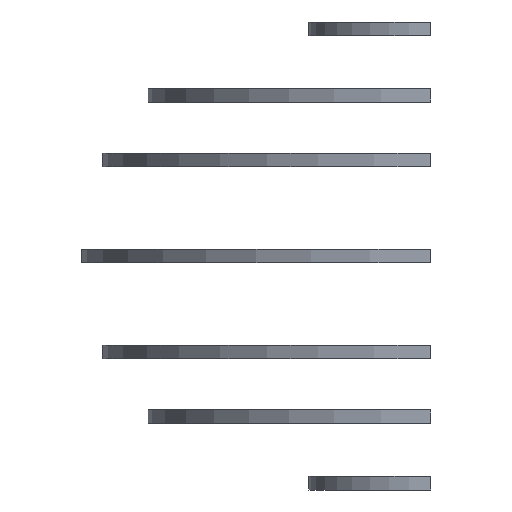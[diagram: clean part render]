
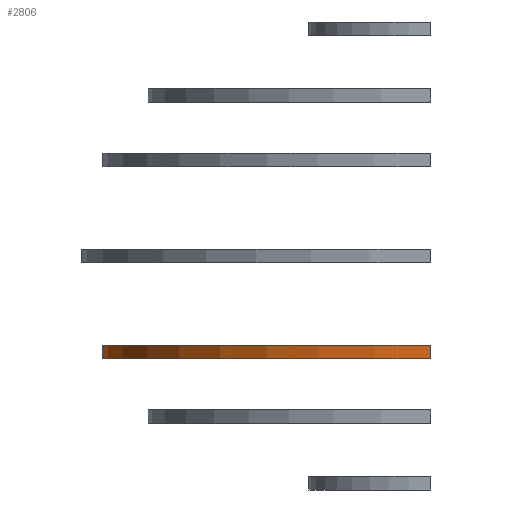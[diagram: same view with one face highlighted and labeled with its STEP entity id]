
A CAD part, left-side view. The second image highlights one B-rep face of the part: STEP entity #2806.
In plain terms, the highlighted cylindrical face has radius 726.191 mm (diameter 1452.38 mm), a partial arc.
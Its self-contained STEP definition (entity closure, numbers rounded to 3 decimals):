
#2515 = EDGE_CURVE('',#2516,#2518,#2520,.T.);
#2516 = VERTEX_POINT('',#2517);
#2517 = CARTESIAN_POINT('',(726.191,0.,-197.763));
#2518 = VERTEX_POINT('',#2519);
#2519 = CARTESIAN_POINT('',(-726.191,0.,
    -197.763));
#2520 = SURFACE_CURVE('',#2521,(#2526,#2538),.PCURVE_S1.);
#2521 = CIRCLE('',#2522,726.191);
#2522 = AXIS2_PLACEMENT_3D('',#2523,#2524,#2525);
#2523 = CARTESIAN_POINT('',(0.,0.,-197.763));
#2524 = DIRECTION('',(0.,0.,1.));
#2525 = DIRECTION('',(1.,0.,-0.));
#2526 = PCURVE('',#2527,#2532);
#2527 = PLANE('',#2528);
#2528 = AXIS2_PLACEMENT_3D('',#2529,#2530,#2531);
#2529 = CARTESIAN_POINT('',(0.,0.,-197.763));
#2530 = DIRECTION('',(0.,0.,1.));
#2531 = DIRECTION('',(1.,0.,-0.));
#2532 = DEFINITIONAL_REPRESENTATION('',(#2533),#2537);
#2533 = CIRCLE('',#2534,726.191);
#2534 = AXIS2_PLACEMENT_2D('',#2535,#2536);
#2535 = CARTESIAN_POINT('',(0.,0.));
#2536 = DIRECTION('',(1.,0.));
#2537 = ( GEOMETRIC_REPRESENTATION_CONTEXT(2) 
PARAMETRIC_REPRESENTATION_CONTEXT() REPRESENTATION_CONTEXT('2D SPACE',''
  ) );
#2538 = PCURVE('',#2539,#2544);
#2539 = CYLINDRICAL_SURFACE('',#2540,726.191);
#2540 = AXIS2_PLACEMENT_3D('',#2541,#2542,#2543);
#2541 = CARTESIAN_POINT('',(0.,0.,-227.763));
#2542 = DIRECTION('',(0.,0.,1.));
#2543 = DIRECTION('',(1.,0.,-0.));
#2544 = DEFINITIONAL_REPRESENTATION('',(#2545),#2549);
#2545 = LINE('',#2546,#2547);
#2546 = CARTESIAN_POINT('',(0.,30.));
#2547 = VECTOR('',#2548,1.);
#2548 = DIRECTION('',(1.,0.));
#2549 = ( GEOMETRIC_REPRESENTATION_CONTEXT(2) 
PARAMETRIC_REPRESENTATION_CONTEXT() REPRESENTATION_CONTEXT('2D SPACE',''
  ) );
#2567 = B_SPLINE_SURFACE_WITH_KNOTS('',3,3,(
    (#2568,#2569,#2570,#2571)
    ,(#2572,#2573,#2574,#2575)
    ,(#2576,#2577,#2578,#2579)
    ,(#2580,#2581,#2582,#2583
    )),.UNSPECIFIED.,.F.,.F.,.F.,(4,4),(4,4),(-17.866,
    17.866),(-17.866,17.866),
  .PIECEWISE_BEZIER_KNOTS.);
#2568 = CARTESIAN_POINT('',(-694.938,0.,
    -232.108));
#2569 = CARTESIAN_POINT('',(-706.804,0.,
    -231.077));
#2570 = CARTESIAN_POINT('',(-718.67,0.,
    -230.047));
#2571 = CARTESIAN_POINT('',(-730.536,0.,
    -229.016));
#2572 = CARTESIAN_POINT('',(-693.908,0.,
    -220.242));
#2573 = CARTESIAN_POINT('',(-705.774,0.,
    -219.211));
#2574 = CARTESIAN_POINT('',(-717.639,0.,
    -218.181));
#2575 = CARTESIAN_POINT('',(-729.505,0.,
    -217.151));
#2576 = CARTESIAN_POINT('',(-692.877,0.,
    -208.376));
#2577 = CARTESIAN_POINT('',(-704.743,0.,
    -207.346));
#2578 = CARTESIAN_POINT('',(-716.609,0.,
    -206.315));
#2579 = CARTESIAN_POINT('',(-728.475,0.,
    -205.285));
#2580 = CARTESIAN_POINT('',(-691.847,0.,
    -196.51));
#2581 = CARTESIAN_POINT('',(-703.713,0.,
    -195.48));
#2582 = CARTESIAN_POINT('',(-715.579,0.,
    -194.449));
#2583 = CARTESIAN_POINT('',(-727.444,0.,
    -193.419));
#2633 = B_SPLINE_SURFACE_WITH_KNOTS('',3,3,(
    (#2634,#2635,#2636,#2637)
    ,(#2638,#2639,#2640,#2641)
    ,(#2642,#2643,#2644,#2645)
    ,(#2646,#2647,#2648,#2649
    )),.UNSPECIFIED.,.F.,.F.,.F.,(4,4),(4,4),(-17.866,
    17.866),(-17.866,17.866),
  .PIECEWISE_BEZIER_KNOTS.);
#2634 = CARTESIAN_POINT('',(694.938,0.,-232.108));
#2635 = CARTESIAN_POINT('',(706.804,0.,-231.077));
#2636 = CARTESIAN_POINT('',(718.67,0.,-230.047));
#2637 = CARTESIAN_POINT('',(730.536,0.,-229.016));
#2638 = CARTESIAN_POINT('',(693.908,0.,-220.242));
#2639 = CARTESIAN_POINT('',(705.774,0.,-219.211));
#2640 = CARTESIAN_POINT('',(717.639,0.,-218.181));
#2641 = CARTESIAN_POINT('',(729.505,0.,-217.151));
#2642 = CARTESIAN_POINT('',(692.877,0.,-208.376));
#2643 = CARTESIAN_POINT('',(704.743,0.,-207.346));
#2644 = CARTESIAN_POINT('',(716.609,0.,-206.315));
#2645 = CARTESIAN_POINT('',(728.475,0.,-205.285));
#2646 = CARTESIAN_POINT('',(691.847,0.,-196.51));
#2647 = CARTESIAN_POINT('',(703.713,0.,-195.48));
#2648 = CARTESIAN_POINT('',(715.579,0.,-194.449));
#2649 = CARTESIAN_POINT('',(727.444,0.,-193.419));
#2698 = PLANE('',#2699);
#2699 = AXIS2_PLACEMENT_3D('',#2700,#2701,#2702);
#2700 = CARTESIAN_POINT('',(0.,0.,-227.763));
#2701 = DIRECTION('',(0.,0.,1.));
#2702 = DIRECTION('',(1.,0.,-0.));
#2736 = VERTEX_POINT('',#2737);
#2737 = CARTESIAN_POINT('',(-726.191,0.,
    -227.763));
#2760 = EDGE_CURVE('',#2761,#2736,#2763,.T.);
#2761 = VERTEX_POINT('',#2762);
#2762 = CARTESIAN_POINT('',(726.191,0.,-227.763));
#2763 = SURFACE_CURVE('',#2764,(#2769,#2776),.PCURVE_S1.);
#2764 = CIRCLE('',#2765,726.191);
#2765 = AXIS2_PLACEMENT_3D('',#2766,#2767,#2768);
#2766 = CARTESIAN_POINT('',(0.,0.,-227.763));
#2767 = DIRECTION('',(0.,0.,1.));
#2768 = DIRECTION('',(1.,0.,-0.));
#2769 = PCURVE('',#2698,#2770);
#2770 = DEFINITIONAL_REPRESENTATION('',(#2771),#2775);
#2771 = CIRCLE('',#2772,726.191);
#2772 = AXIS2_PLACEMENT_2D('',#2773,#2774);
#2773 = CARTESIAN_POINT('',(0.,0.));
#2774 = DIRECTION('',(1.,0.));
#2775 = ( GEOMETRIC_REPRESENTATION_CONTEXT(2) 
PARAMETRIC_REPRESENTATION_CONTEXT() REPRESENTATION_CONTEXT('2D SPACE',''
  ) );
#2776 = PCURVE('',#2539,#2777);
#2777 = DEFINITIONAL_REPRESENTATION('',(#2778),#2782);
#2778 = LINE('',#2779,#2780);
#2779 = CARTESIAN_POINT('',(0.,0.));
#2780 = VECTOR('',#2781,1.);
#2781 = DIRECTION('',(1.,0.));
#2782 = ( GEOMETRIC_REPRESENTATION_CONTEXT(2) 
PARAMETRIC_REPRESENTATION_CONTEXT() REPRESENTATION_CONTEXT('2D SPACE',''
  ) );
#2806 = ADVANCED_FACE('',(#2807),#2539,.T.);
#2807 = FACE_BOUND('',#2808,.T.);
#2808 = EDGE_LOOP('',(#2809,#2810,#2839,#2840));
#2809 = ORIENTED_EDGE('',*,*,#2760,.T.);
#2810 = ORIENTED_EDGE('',*,*,#2811,.T.);
#2811 = EDGE_CURVE('',#2736,#2518,#2812,.T.);
#2812 = SURFACE_CURVE('',#2813,(#2817,#2824),.PCURVE_S1.);
#2813 = LINE('',#2814,#2815);
#2814 = CARTESIAN_POINT('',(-726.191,0.,
    -227.763));
#2815 = VECTOR('',#2816,1.);
#2816 = DIRECTION('',(0.,0.,1.));
#2817 = PCURVE('',#2539,#2818);
#2818 = DEFINITIONAL_REPRESENTATION('',(#2819),#2823);
#2819 = LINE('',#2820,#2821);
#2820 = CARTESIAN_POINT('',(3.142,0.));
#2821 = VECTOR('',#2822,1.);
#2822 = DIRECTION('',(0.,1.));
#2823 = ( GEOMETRIC_REPRESENTATION_CONTEXT(2) 
PARAMETRIC_REPRESENTATION_CONTEXT() REPRESENTATION_CONTEXT('2D SPACE',''
  ) );
#2824 = PCURVE('',#2567,#2825);
#2825 = DEFINITIONAL_REPRESENTATION('',(#2826),#2838);
#2826 = B_SPLINE_CURVE_WITH_KNOTS('',10,(#2827,#2828,#2829,#2830,#2831,
    #2832,#2833,#2834,#2835,#2836,#2837),.UNSPECIFIED.,.F.,.F.,(11,11),(
    0.,30.),.PIECEWISE_BEZIER_KNOTS.);
#2827 = CARTESIAN_POINT('',(-16.241,13.646));
#2828 = CARTESIAN_POINT('',(-13.253,13.906));
#2829 = CARTESIAN_POINT('',(-10.264,14.165));
#2830 = CARTESIAN_POINT('',(-7.275,14.425));
#2831 = CARTESIAN_POINT('',(-4.286,14.684));
#2832 = CARTESIAN_POINT('',(-1.298,14.944));
#2833 = CARTESIAN_POINT('',(1.691,15.203));
#2834 = CARTESIAN_POINT('',(4.68,15.463));
#2835 = CARTESIAN_POINT('',(7.669,15.722));
#2836 = CARTESIAN_POINT('',(10.657,15.982));
#2837 = CARTESIAN_POINT('',(13.646,16.241));
#2838 = ( GEOMETRIC_REPRESENTATION_CONTEXT(2) 
PARAMETRIC_REPRESENTATION_CONTEXT() REPRESENTATION_CONTEXT('2D SPACE',''
  ) );
#2839 = ORIENTED_EDGE('',*,*,#2515,.F.);
#2840 = ORIENTED_EDGE('',*,*,#2841,.F.);
#2841 = EDGE_CURVE('',#2761,#2516,#2842,.T.);
#2842 = SURFACE_CURVE('',#2843,(#2847,#2854),.PCURVE_S1.);
#2843 = LINE('',#2844,#2845);
#2844 = CARTESIAN_POINT('',(726.191,0.,-227.763));
#2845 = VECTOR('',#2846,1.);
#2846 = DIRECTION('',(0.,0.,1.));
#2847 = PCURVE('',#2539,#2848);
#2848 = DEFINITIONAL_REPRESENTATION('',(#2849),#2853);
#2849 = LINE('',#2850,#2851);
#2850 = CARTESIAN_POINT('',(0.,0.));
#2851 = VECTOR('',#2852,1.);
#2852 = DIRECTION('',(0.,1.));
#2853 = ( GEOMETRIC_REPRESENTATION_CONTEXT(2) 
PARAMETRIC_REPRESENTATION_CONTEXT() REPRESENTATION_CONTEXT('2D SPACE',''
  ) );
#2854 = PCURVE('',#2633,#2855);
#2855 = DEFINITIONAL_REPRESENTATION('',(#2856),#2868);
#2856 = B_SPLINE_CURVE_WITH_KNOTS('',10,(#2857,#2858,#2859,#2860,#2861,
    #2862,#2863,#2864,#2865,#2866,#2867),.UNSPECIFIED.,.F.,.F.,(11,11),(
    0.,30.),.PIECEWISE_BEZIER_KNOTS.);
#2857 = CARTESIAN_POINT('',(-16.241,13.646));
#2858 = CARTESIAN_POINT('',(-13.253,13.906));
#2859 = CARTESIAN_POINT('',(-10.264,14.165));
#2860 = CARTESIAN_POINT('',(-7.275,14.425));
#2861 = CARTESIAN_POINT('',(-4.286,14.684));
#2862 = CARTESIAN_POINT('',(-1.298,14.944));
#2863 = CARTESIAN_POINT('',(1.691,15.203));
#2864 = CARTESIAN_POINT('',(4.68,15.463));
#2865 = CARTESIAN_POINT('',(7.669,15.722));
#2866 = CARTESIAN_POINT('',(10.657,15.982));
#2867 = CARTESIAN_POINT('',(13.646,16.241));
#2868 = ( GEOMETRIC_REPRESENTATION_CONTEXT(2) 
PARAMETRIC_REPRESENTATION_CONTEXT() REPRESENTATION_CONTEXT('2D SPACE',''
  ) );
